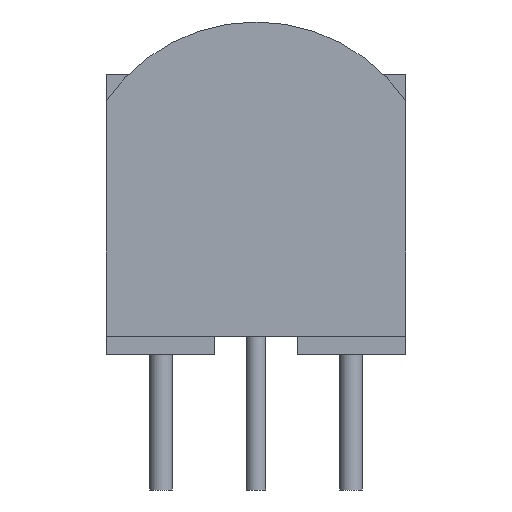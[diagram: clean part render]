
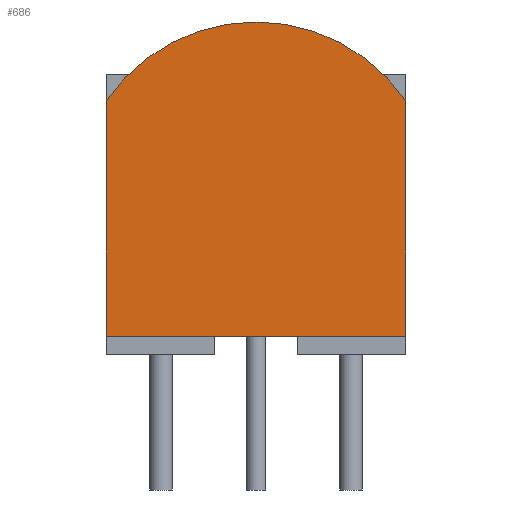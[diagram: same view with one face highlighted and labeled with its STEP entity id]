
A CAD part, left-side view. The second image highlights one B-rep face of the part: STEP entity #686.
In plain terms, the highlighted planar face has unit normal (-1, 0, 0).
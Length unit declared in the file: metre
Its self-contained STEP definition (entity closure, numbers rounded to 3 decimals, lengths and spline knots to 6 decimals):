
#20=CIRCLE('',#978,0.00486);
#71=ORIENTED_EDGE('',*,*,#226,.F.);
#72=ORIENTED_EDGE('',*,*,#243,.T.);
#73=ORIENTED_EDGE('',*,*,#235,.T.);
#74=ORIENTED_EDGE('',*,*,#244,.T.);
#226=EDGE_CURVE('',#312,#313,#376,.T.);
#235=EDGE_CURVE('',#317,#321,#385,.T.);
#243=EDGE_CURVE('',#312,#317,#20,.T.);
#244=EDGE_CURVE('',#321,#313,#391,.T.);
#312=VERTEX_POINT('',#1243);
#313=VERTEX_POINT('',#1245);
#317=VERTEX_POINT('',#1254);
#321=VERTEX_POINT('',#1262);
#376=LINE('',#1244,#452);
#385=LINE('',#1263,#461);
#391=LINE('',#1279,#467);
#452=VECTOR('',#1050,1.);
#461=VECTOR('',#1061,1.);
#467=VECTOR('',#1077,1.);
#515=EDGE_LOOP('',(#71,#72,#73,#74));
#565=FACE_BOUND('',#515,.T.);
#614=PLANE('',#977);
#686=ADVANCED_FACE('',(#565),#614,.F.);
#977=AXIS2_PLACEMENT_3D('',#1277,#1073,#1074);
#978=AXIS2_PLACEMENT_3D('',#1278,#1075,#1076);
#1050=DIRECTION('',(0.,0.,-1.));
#1061=DIRECTION('',(0.,0.,-1.));
#1073=DIRECTION('',(1.,0.,0.));
#1074=DIRECTION('',(0.,1.,0.));
#1075=DIRECTION('',(-1.,0.,0.));
#1076=DIRECTION('',(0.,-1.,0.));
#1077=DIRECTION('',(0.,-1.,0.));
#1243=CARTESIAN_POINT('',(-0.0126,-0.004,0.0068));
#1244=CARTESIAN_POINT('',(-0.0126,-0.004,0.0089));
#1245=CARTESIAN_POINT('',(-0.0126,-0.004,0.0005));
#1254=CARTESIAN_POINT('',(-0.0126,0.004,0.0068));
#1262=CARTESIAN_POINT('',(-0.0126,0.004,0.0005));
#1263=CARTESIAN_POINT('',(-0.0126,0.004,0.0089));
#1277=CARTESIAN_POINT('',(-0.0126,0.,0.0089));
#1278=CARTESIAN_POINT('',(-0.0126,0.,0.00404));
#1279=CARTESIAN_POINT('',(-0.0126,0.,0.0005));
